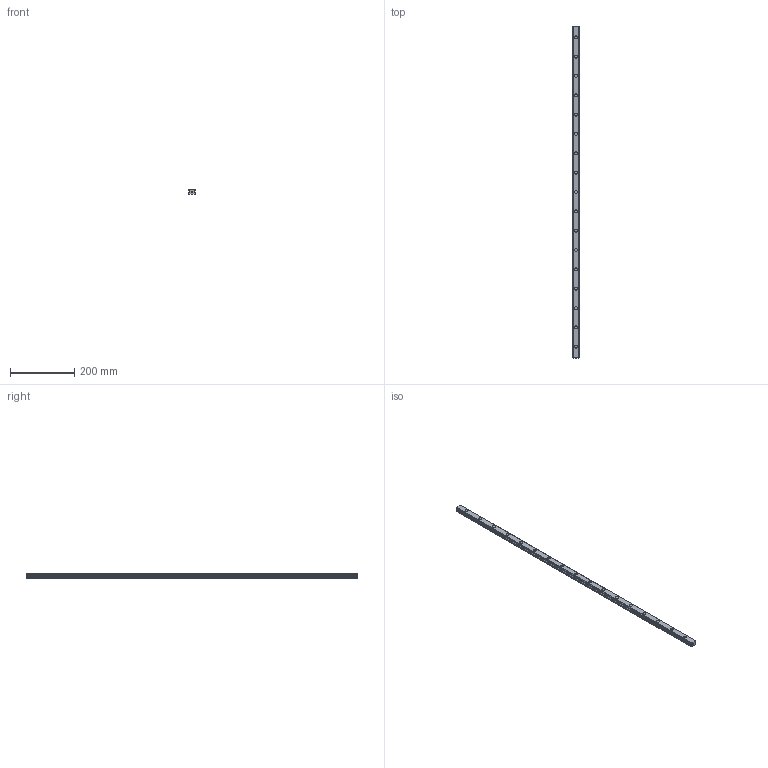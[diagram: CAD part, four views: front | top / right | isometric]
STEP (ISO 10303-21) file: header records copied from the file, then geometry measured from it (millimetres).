
FILE_DESCRIPTION(('STEP AP214'),'1');
FILE_NAME('cctmp_79AC1D19-AD11-4D76-85C0-1833FEE9AC40_2021_02_04_11_40_17_0440..stp','2021-02-04T10:40:17',('HIWIN GmbH'),('CADClick - www.CADClick.com'),'Spatial InterOp 3D',' ','unknown authorization');
FILE_SCHEMA(('AUTOMOTIVE_DESIGN'));
Length unit declared in the file: millimetre
Products named in the file (1): EGR20R1030C_FILE
Bounding box: 20 x 1030 x 15.5 mm (x, y, z)
Volume: 276523.7 mm3; surface area: 82652.8 mm2
Topology: 1 solids, 1 shells, 307 faces, 733 edges, 466 vertices
Faces by surface type: plane 187, cylinder 120
Entity records: 11391 total; most frequent: DIRECTION 1657, CARTESIAN_POINT 1507, ORIENTED_EDGE 1466, EDGE_CURVE 733, AXIS2_PLACEMENT_3D 616, VERTEX_POINT 466, LINE 425, VECTOR 425
